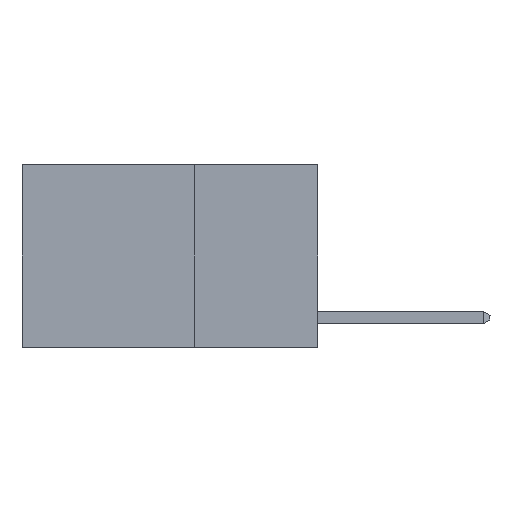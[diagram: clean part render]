
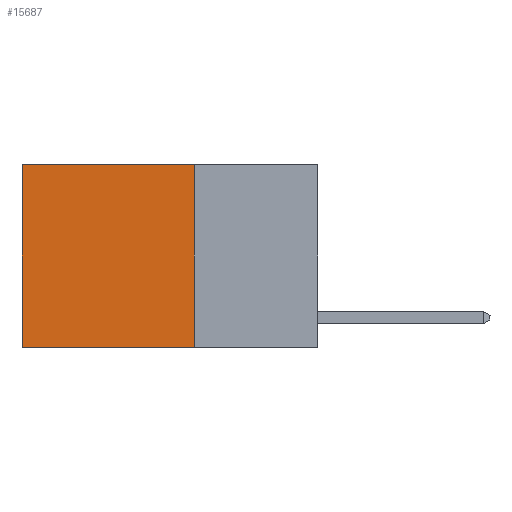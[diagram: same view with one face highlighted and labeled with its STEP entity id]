
A CAD part, left-side view. The second image highlights one B-rep face of the part: STEP entity #15687.
In plain terms, the highlighted planar face has unit normal (-1, 0, 0).
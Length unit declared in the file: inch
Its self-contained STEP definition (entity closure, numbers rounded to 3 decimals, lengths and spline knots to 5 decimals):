
#515 = LINE ( 'NONE', #3311, #17871 ) ;
#703 = LINE ( 'NONE', #15180, #12037 ) ;
#1315 = ORIENTED_EDGE ( 'NONE', *, *, #19181, .F. ) ;
#1917 = VECTOR ( 'NONE', #10409, 39.37008 ) ;
#2403 = ORIENTED_EDGE ( 'NONE', *, *, #2900, .T. ) ;
#2697 = ORIENTED_EDGE ( 'NONE', *, *, #13107, .F. ) ;
#2900 = EDGE_CURVE ( 'NONE', #22003, #6628, #3353, .T. ) ;
#3207 = CARTESIAN_POINT ( 'NONE',  ( 0.2625, 0.25, -0.37 ) ) ;
#3311 = CARTESIAN_POINT ( 'NONE',  ( 0.2625, 0.25, 0. ) ) ;
#3353 = LINE ( 'NONE', #20988, #1917 ) ;
#5882 = CARTESIAN_POINT ( 'NONE',  ( 0.2625, 0.25, 0. ) ) ;
#6064 = AXIS2_PLACEMENT_3D ( 'NONE', #6078, #10003, #20239 ) ;
#6078 = CARTESIAN_POINT ( 'NONE',  ( 0.2625, 0.25, 0. ) ) ;
#6628 = VERTEX_POINT ( 'NONE', #20588 ) ;
#7500 = CARTESIAN_POINT ( 'NONE',  ( 0.2625, 0.25, -0.37 ) ) ;
#7603 = VERTEX_POINT ( 'NONE', #3207 ) ;
#7609 = DIRECTION ( 'NONE',  ( 0., 1., 0. ) ) ;
#9308 = CARTESIAN_POINT ( 'NONE',  ( 0.2625, 0.6, -0.37 ) ) ;
#10003 = DIRECTION ( 'NONE',  ( 1., 0., 0. ) ) ;
#10023 = ORIENTED_EDGE ( 'NONE', *, *, #17898, .T. ) ;
#10409 = DIRECTION ( 'NONE',  ( 0., 1., 0. ) ) ;
#11356 = VECTOR ( 'NONE', #7609, 39.37008 ) ;
#12037 = VECTOR ( 'NONE', #18777, 39.37008 ) ;
#13082 = VERTEX_POINT ( 'NONE', #9308 ) ;
#13107 = EDGE_CURVE ( 'NONE', #22003, #7603, #515, .T. ) ;
#14641 = DIRECTION ( 'NONE',  ( 0., 0., -1. ) ) ;
#14916 = LINE ( 'NONE', #7500, #11356 ) ;
#15180 = CARTESIAN_POINT ( 'NONE',  ( 0.2625, 0.6, 0. ) ) ;
#15687 = ADVANCED_FACE ( 'NONE', ( #22322 ), #20581, .F. ) ;
#17110 = EDGE_LOOP ( 'NONE', ( #10023, #1315, #2697, #2403 ) ) ;
#17871 = VECTOR ( 'NONE', #14641, 39.37008 ) ;
#17898 = EDGE_CURVE ( 'NONE', #6628, #13082, #703, .T. ) ;
#18777 = DIRECTION ( 'NONE',  ( 0., 0., -1. ) ) ;
#19181 = EDGE_CURVE ( 'NONE', #7603, #13082, #14916, .T. ) ;
#20239 = DIRECTION ( 'NONE',  ( 0., 0., -1. ) ) ;
#20581 = PLANE ( 'NONE',  #6064 ) ;
#20588 = CARTESIAN_POINT ( 'NONE',  ( 0.2625, 0.6, 0. ) ) ;
#20988 = CARTESIAN_POINT ( 'NONE',  ( 0.2625, 0.25, 0. ) ) ;
#22003 = VERTEX_POINT ( 'NONE', #5882 ) ;
#22322 = FACE_OUTER_BOUND ( 'NONE', #17110, .T. ) ;
